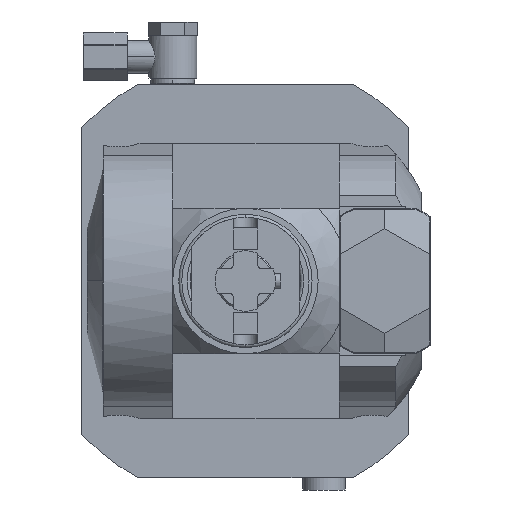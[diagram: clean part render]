
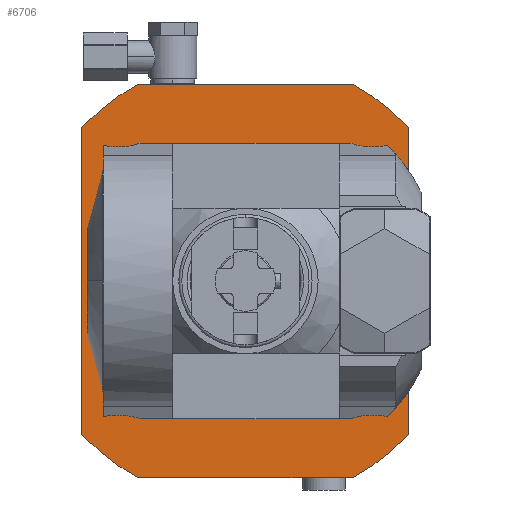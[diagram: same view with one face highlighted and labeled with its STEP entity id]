
A CAD part, left-side view. The second image highlights one B-rep face of the part: STEP entity #6706.
In plain terms, the highlighted planar face has unit normal (-1, 0, 0).
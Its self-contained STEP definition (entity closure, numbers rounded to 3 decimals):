
#1=CARTESIAN_POINT('',(-22.,0.,0.));
#2=DIRECTION('',(-1.,0.,0.));
#3=DIRECTION('',(0.,0.478,0.878));
#4=AXIS2_PLACEMENT_3D('',#1,#2,#3);
#320=CARTESIAN_POINT('',(-22.,0.,0.));
#321=DIRECTION('',(1.,0.,0.));
#322=DIRECTION('',(0.,-0.73,-0.684));
#323=AXIS2_PLACEMENT_3D('',#320,#321,#322);
#378=DIRECTION('',(0.,1.,0.));
#379=VECTOR('',#378,9.369);
#380=CARTESIAN_POINT('',(-22.,-35.369,-65.));
#381=LINE('',#380,#379);
#382=DIRECTION('',(0.,1.,0.));
#383=VECTOR('',#382,61.369);
#384=CARTESIAN_POINT('',(-22.,-26.,-65.));
#385=LINE('',#384,#383);
#386=DIRECTION('',(0.,0.,1.));
#387=VECTOR('',#386,101.193);
#388=CARTESIAN_POINT('',(-22.,54.,-50.596));
#389=LINE('',#388,#387);
#390=DIRECTION('',(0.,-1.,0.));
#391=VECTOR('',#390,70.739);
#392=CARTESIAN_POINT('',(-22.,35.369,65.));
#393=LINE('',#392,#391);
#394=DIRECTION('',(0.,0.,-1.));
#395=VECTOR('',#394,101.193);
#396=CARTESIAN_POINT('',(-22.,-54.,50.596));
#397=LINE('',#396,#395);
#398=DIRECTION('',(0.,-1.,0.));
#399=VECTOR('',#398,65.745);
#400=CARTESIAN_POINT('',(-22.,32.872,45.5));
#401=LINE('',#400,#399);
#402=CARTESIAN_POINT('',(-22.,42.,47.));
#403=DIRECTION('',(-1.,0.,0.));
#404=DIRECTION('',(0.,0.454,-0.891));
#405=AXIS2_PLACEMENT_3D('',#402,#403,#404);
#407=DIRECTION('',(0.,0.,1.));
#408=VECTOR('',#407,77.517);
#409=CARTESIAN_POINT('',(-22.,46.2,-38.758));
#410=LINE('',#409,#408);
#411=CARTESIAN_POINT('',(-22.,42.,-47.));
#412=DIRECTION('',(1.,0.,0.));
#413=DIRECTION('',(0.,0.454,0.891));
#414=AXIS2_PLACEMENT_3D('',#411,#412,#413);
#416=DIRECTION('',(0.,1.,0.));
#417=VECTOR('',#416,65.745);
#418=CARTESIAN_POINT('',(-22.,-32.872,-45.5));
#419=LINE('',#418,#417);
#420=CARTESIAN_POINT('',(-22.,-42.,-47.));
#421=DIRECTION('',(-1.,0.,0.));
#422=DIRECTION('',(0.,-0.454,0.891));
#423=AXIS2_PLACEMENT_3D('',#420,#421,#422);
#425=DIRECTION('',(0.,0.,1.));
#426=VECTOR('',#425,77.517);
#427=CARTESIAN_POINT('',(-22.,-46.2,-38.758));
#428=LINE('',#427,#426);
#429=CARTESIAN_POINT('',(-22.,-42.,47.));
#430=DIRECTION('',(1.,0.,0.));
#431=DIRECTION('',(0.,-0.454,-0.891));
#432=AXIS2_PLACEMENT_3D('',#429,#430,#431);
#434=CARTESIAN_POINT('',(-22.,0.,0.));
#435=DIRECTION('',(-1.,0.,0.));
#436=DIRECTION('',(0.,0.73,-0.684));
#437=AXIS2_PLACEMENT_3D('',#434,#435,#436);
#497=CARTESIAN_POINT('',(-22.,0.,0.));
#498=DIRECTION('',(1.,0.,0.));
#499=DIRECTION('',(0.,-0.478,0.878));
#500=AXIS2_PLACEMENT_3D('',#497,#498,#499);
#5140=CARTESIAN_POINT('',(-22.,35.369,65.));
#5142=VERTEX_POINT('',#5140);
#5144=CARTESIAN_POINT('',(-22.,35.369,-65.));
#5146=VERTEX_POINT('',#5144);
#5148=CARTESIAN_POINT('',(-22.,54.,50.596));
#5150=VERTEX_POINT('',#5148);
#5152=CARTESIAN_POINT('',(-22.,54.,-50.596));
#5154=VERTEX_POINT('',#5152);
#5155=CARTESIAN_POINT('',(-22.,-35.369,65.));
#5156=VERTEX_POINT('',#5155);
#5157=CARTESIAN_POINT('',(-22.,-54.,50.596));
#5158=CARTESIAN_POINT('',(-22.,-54.,-50.596));
#5159=VERTEX_POINT('',#5157);
#5160=VERTEX_POINT('',#5158);
#5168=CARTESIAN_POINT('',(-22.,-35.369,-65.));
#5170=VERTEX_POINT('',#5168);
#5386=CARTESIAN_POINT('',(-22.,32.872,45.5));
#5387=CARTESIAN_POINT('',(-22.,-32.872,45.5));
#5388=VERTEX_POINT('',#5386);
#5389=VERTEX_POINT('',#5387);
#5390=CARTESIAN_POINT('',(-22.,-32.872,-45.5));
#5391=CARTESIAN_POINT('',(-22.,32.872,-45.5));
#5392=VERTEX_POINT('',#5390);
#5393=VERTEX_POINT('',#5391);
#5394=CARTESIAN_POINT('',(-22.,46.2,-38.758));
#5395=CARTESIAN_POINT('',(-22.,46.2,38.758));
#5396=VERTEX_POINT('',#5394);
#5397=VERTEX_POINT('',#5395);
#5398=CARTESIAN_POINT('',(-22.,-46.2,-38.758));
#5399=CARTESIAN_POINT('',(-22.,-46.2,38.758));
#5400=VERTEX_POINT('',#5398);
#5401=VERTEX_POINT('',#5399);
#5849=CARTESIAN_POINT('',(-22.,-26.,-65.));
#5850=VERTEX_POINT('',#5849);
#6669=CARTESIAN_POINT('',(-22.,0.,0.));
#6670=DIRECTION('',(-1.,0.,0.));
#6671=DIRECTION('',(0.,0.,-1.));
#6672=AXIS2_PLACEMENT_3D('',#6669,#6670,#6671);
#6673=PLANE('',#6672);
#6674=ORIENTED_EDGE('',*,*,#6610,.T.);
#6675=ORIENTED_EDGE('',*,*,#6623,.T.);
#6677=ORIENTED_EDGE('',*,*,#6676,.F.);
#6679=ORIENTED_EDGE('',*,*,#6678,.T.);
#6680=ORIENTED_EDGE('',*,*,#6301,.F.);
#6681=ORIENTED_EDGE('',*,*,#6323,.T.);
#6683=ORIENTED_EDGE('',*,*,#6682,.T.);
#6684=ORIENTED_EDGE('',*,*,#6508,.T.);
#6685=ORIENTED_EDGE('',*,*,#6596,.T.);
#6686=EDGE_LOOP('',(#6674,#6675,#6677,#6679,#6680,#6681,#6683,#6684,#6685));
#6687=FACE_OUTER_BOUND('',#6686,.F.);
#6689=ORIENTED_EDGE('',*,*,#6688,.F.);
#6691=ORIENTED_EDGE('',*,*,#6690,.F.);
#6693=ORIENTED_EDGE('',*,*,#6692,.F.);
#6695=ORIENTED_EDGE('',*,*,#6694,.T.);
#6697=ORIENTED_EDGE('',*,*,#6696,.F.);
#6699=ORIENTED_EDGE('',*,*,#6698,.F.);
#6701=ORIENTED_EDGE('',*,*,#6700,.T.);
#6703=ORIENTED_EDGE('',*,*,#6702,.T.);
#6704=EDGE_LOOP('',(#6689,#6691,#6693,#6695,#6697,#6699,#6701,#6703));
#6705=FACE_BOUND('',#6704,.F.);
#6706=ADVANCED_FACE('',(#6687,#6705),#6673,.T.);
#5=CIRCLE('',#4,74.);
#324=CIRCLE('',#323,74.);
#406=CIRCLE('',#405,9.25);
#415=CIRCLE('',#414,9.25);
#424=CIRCLE('',#423,9.25);
#433=CIRCLE('',#432,9.25);
#438=CIRCLE('',#437,74.);
#501=CIRCLE('',#500,74.);
#6301=EDGE_CURVE('',#5142,#5150,#5,.T.);
#6323=EDGE_CURVE('',#5142,#5156,#393,.T.);
#6508=EDGE_CURVE('',#5159,#5160,#397,.T.);
#6596=EDGE_CURVE('',#5160,#5170,#324,.T.);
#6610=EDGE_CURVE('',#5170,#5850,#381,.T.);
#6623=EDGE_CURVE('',#5850,#5146,#385,.T.);
#6676=EDGE_CURVE('',#5154,#5146,#438,.T.);
#6678=EDGE_CURVE('',#5154,#5150,#389,.T.);
#6682=EDGE_CURVE('',#5156,#5159,#501,.T.);
#6688=EDGE_CURVE('',#5388,#5389,#401,.T.);
#6690=EDGE_CURVE('',#5397,#5388,#406,.T.);
#6692=EDGE_CURVE('',#5396,#5397,#410,.T.);
#6694=EDGE_CURVE('',#5396,#5393,#415,.T.);
#6696=EDGE_CURVE('',#5392,#5393,#419,.T.);
#6698=EDGE_CURVE('',#5400,#5392,#424,.T.);
#6700=EDGE_CURVE('',#5400,#5401,#428,.T.);
#6702=EDGE_CURVE('',#5401,#5389,#433,.T.);
